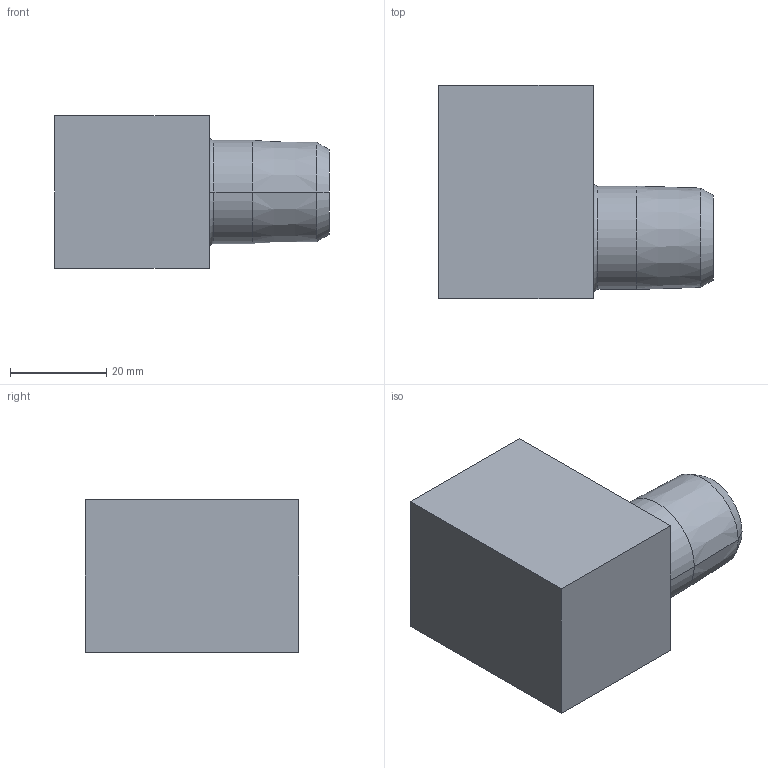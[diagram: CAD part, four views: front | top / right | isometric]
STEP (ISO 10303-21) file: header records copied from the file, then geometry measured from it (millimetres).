
FILE_DESCRIPTION((''),'2;1');
FILE_NAME('S15F17T13','2022-02-17T',('BissonC'),(''),'CREO PARAMETRIC BY PTC INC, 2015080','CREO PARAMETRIC BY PTC INC, 2015080','');
FILE_SCHEMA(('CONFIG_CONTROL_DESIGN'));
Length unit declared in the file: millimetre
Products named in the file (1): S15F17T13
Bounding box: 57.15 x 44.45 x 31.75 mm (x, y, z)
Volume: 46104.1 mm3; surface area: 13942.2 mm2
Topology: 1 solids, 3 shells, 30 faces, 69 edges, 43 vertices
Faces by surface type: cone 12, plane 10, cylinder 6, torus 2
Entity records: 922 total; most frequent: CARTESIAN_POINT 183, DIRECTION 157, ORIENTED_EDGE 128, EDGE_CURVE 67, AXIS2_PLACEMENT_3D 63, VERTEX_POINT 43, EDGE_LOOP 35, CIRCLE 32
